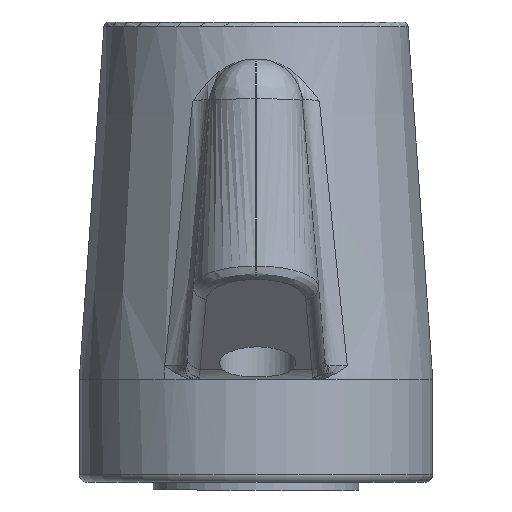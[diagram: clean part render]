
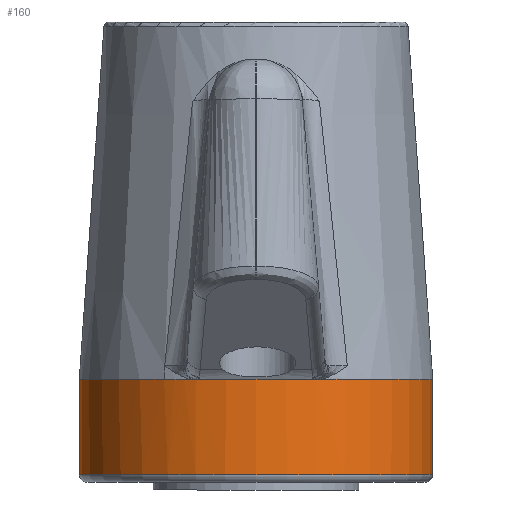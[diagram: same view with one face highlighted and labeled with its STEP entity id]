
A CAD part, front view. The second image highlights one B-rep face of the part: STEP entity #160.
In plain terms, the highlighted cylindrical face has radius 6.875 mm (diameter 13.75 mm), a full revolution.
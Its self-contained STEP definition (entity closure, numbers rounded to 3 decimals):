
#160 = ADVANCED_FACE( '', ( #378, #379 ), #380, .T. );
#378 = FACE_OUTER_BOUND( '', #2164, .T. );
#379 = FACE_OUTER_BOUND( '', #2165, .T. );
#380 = CYLINDRICAL_SURFACE( '', #2166, 6.875 );
#2164 = EDGE_LOOP( '', ( #5483 ) );
#2165 = EDGE_LOOP( '', ( #5484, #5485, #5486, #5487, #5488, #5489, #5490, #5491 ) );
#2166 = AXIS2_PLACEMENT_3D( '', #5492, #5493, #5494 );
#5483 = ORIENTED_EDGE( '', *, *, #6026, .T. );
#5484 = ORIENTED_EDGE( '', *, *, #5949, .F. );
#5485 = ORIENTED_EDGE( '', *, *, #6027, .F. );
#5486 = ORIENTED_EDGE( '', *, *, #6028, .F. );
#5487 = ORIENTED_EDGE( '', *, *, #6029, .F. );
#5488 = ORIENTED_EDGE( '', *, *, #6030, .F. );
#5489 = ORIENTED_EDGE( '', *, *, #6031, .F. );
#5490 = ORIENTED_EDGE( '', *, *, #6032, .F. );
#5491 = ORIENTED_EDGE( '', *, *, #5982, .F. );
#5492 = CARTESIAN_POINT( '', ( 0., 0., 17.902 ) );
#5493 = DIRECTION( '', ( 0., 0., -1. ) );
#5494 = DIRECTION( '', ( 1., 0., 0. ) );
#5949 = EDGE_CURVE( '', #6247, #6245, #6249, .T. );
#5982 = EDGE_CURVE( '', #6245, #6306, #6307, .T. );
#6026 = EDGE_CURVE( '', #6371, #6371, #6372, .T. );
#6027 = EDGE_CURVE( '', #6373, #6247, #6374, .T. );
#6028 = EDGE_CURVE( '', #6375, #6373, #6376, .T. );
#6029 = EDGE_CURVE( '', #6377, #6375, #6378, .T. );
#6030 = EDGE_CURVE( '', #6276, #6377, #6379, .T. );
#6031 = EDGE_CURVE( '', #6363, #6276, #6380, .T. );
#6032 = EDGE_CURVE( '', #6306, #6363, #6381, .T. );
#6245 = VERTEX_POINT( '', #6763 );
#6247 = VERTEX_POINT( '', #6766 );
#6249 = CIRCLE( '', #6771, 6.875 );
#6276 = VERTEX_POINT( '', #6927 );
#6306 = VERTEX_POINT( '', #7112 );
#6307 = CIRCLE( '', #7113, 6.875 );
#6363 = VERTEX_POINT( '', #7583 );
#6371 = VERTEX_POINT( '', #7627 );
#6372 = CIRCLE( '', #7628, 6.875 );
#6373 = VERTEX_POINT( '', #7629 );
#6374 = CIRCLE( '', #7630, 6.875 );
#6375 = VERTEX_POINT( '', #7631 );
#6376 = CIRCLE( '', #7632, 6.875 );
#6377 = VERTEX_POINT( '', #7633 );
#6378 = CIRCLE( '', #7634, 6.875 );
#6379 = CIRCLE( '', #7635, 6.875 );
#6380 = CIRCLE( '', #7636, 6.875 );
#6381 = CIRCLE( '', #7637, 6.875 );
#6763 = CARTESIAN_POINT( '', ( 2.312, 6.474, 4. ) );
#6766 = CARTESIAN_POINT( '', ( 2.392, 6.445, 4. ) );
#6771 = AXIS2_PLACEMENT_3D( '', #8568, #8569, #8570 );
#6927 = CARTESIAN_POINT( '', ( -2.392, -6.445, 4. ) );
#7112 = CARTESIAN_POINT( '', ( -2.312, 6.474, 4. ) );
#7113 = AXIS2_PLACEMENT_3D( '', #8597, #8598, #8599 );
#7583 = CARTESIAN_POINT( '', ( -2.392, 6.445, 4. ) );
#7627 = CARTESIAN_POINT( '', ( 6.875, 0., 0.3 ) );
#7628 = AXIS2_PLACEMENT_3D( '', #8630, #8631, #8632 );
#7629 = CARTESIAN_POINT( '', ( 2.392, -6.445, 4. ) );
#7630 = AXIS2_PLACEMENT_3D( '', #8633, #8634, #8635 );
#7631 = CARTESIAN_POINT( '', ( 2.312, -6.474, 4. ) );
#7632 = AXIS2_PLACEMENT_3D( '', #8636, #8637, #8638 );
#7633 = CARTESIAN_POINT( '', ( -2.312, -6.474, 4. ) );
#7634 = AXIS2_PLACEMENT_3D( '', #8639, #8640, #8641 );
#7635 = AXIS2_PLACEMENT_3D( '', #8642, #8643, #8644 );
#7636 = AXIS2_PLACEMENT_3D( '', #8645, #8646, #8647 );
#7637 = AXIS2_PLACEMENT_3D( '', #8648, #8649, #8650 );
#8568 = CARTESIAN_POINT( '', ( 0., 0., 4. ) );
#8569 = DIRECTION( '', ( 0., 0., 1. ) );
#8570 = DIRECTION( '', ( 1., 0., 0. ) );
#8597 = CARTESIAN_POINT( '', ( 0., 0., 4. ) );
#8598 = DIRECTION( '', ( 0., 0., 1. ) );
#8599 = DIRECTION( '', ( 1., 0., 0. ) );
#8630 = CARTESIAN_POINT( '', ( 0., 0., 0.3 ) );
#8631 = DIRECTION( '', ( 0., 0., 1. ) );
#8632 = DIRECTION( '', ( 1., 0., 0. ) );
#8633 = CARTESIAN_POINT( '', ( 0., 0., 4. ) );
#8634 = DIRECTION( '', ( 0., 0., 1. ) );
#8635 = DIRECTION( '', ( 1., 0., 0. ) );
#8636 = CARTESIAN_POINT( '', ( 0., 0., 4. ) );
#8637 = DIRECTION( '', ( 0., 0., 1. ) );
#8638 = DIRECTION( '', ( 1., 0., 0. ) );
#8639 = CARTESIAN_POINT( '', ( 0., 0., 4. ) );
#8640 = DIRECTION( '', ( 0., 0., 1. ) );
#8641 = DIRECTION( '', ( 1., 0., 0. ) );
#8642 = CARTESIAN_POINT( '', ( 0., 0., 4. ) );
#8643 = DIRECTION( '', ( 0., 0., 1. ) );
#8644 = DIRECTION( '', ( 1., 0., 0. ) );
#8645 = CARTESIAN_POINT( '', ( 0., 0., 4. ) );
#8646 = DIRECTION( '', ( 0., 0., 1. ) );
#8647 = DIRECTION( '', ( 1., 0., 0. ) );
#8648 = CARTESIAN_POINT( '', ( 0., 0., 4. ) );
#8649 = DIRECTION( '', ( 0., 0., 1. ) );
#8650 = DIRECTION( '', ( 1., 0., 0. ) );
